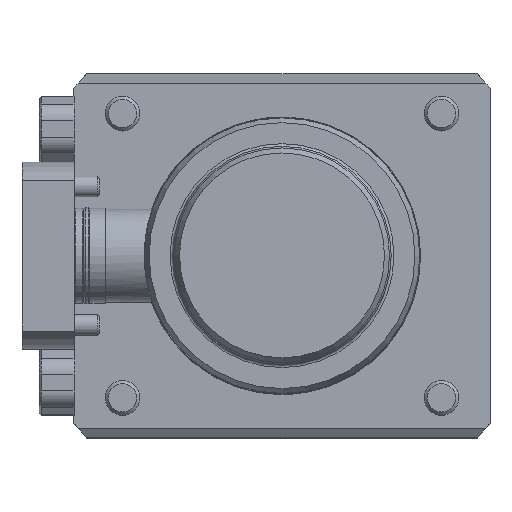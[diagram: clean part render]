
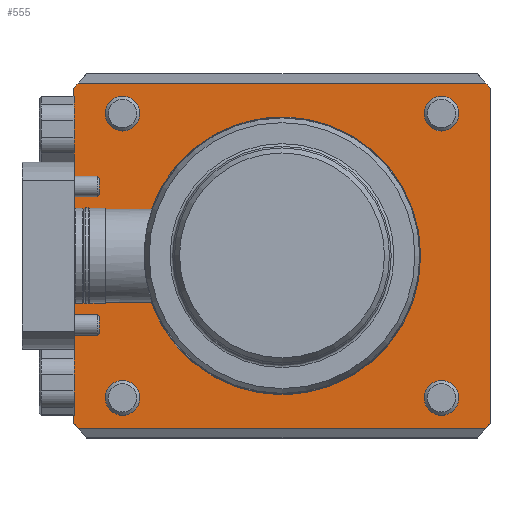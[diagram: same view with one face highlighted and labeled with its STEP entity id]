
A CAD part, top view. The second image highlights one B-rep face of the part: STEP entity #555.
In plain terms, the highlighted planar face has unit normal (0, 0, 1).
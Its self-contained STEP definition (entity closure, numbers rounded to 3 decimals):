
#52=LINE('',#3801,#174);
#53=LINE('',#3806,#175);
#54=LINE('',#3808,#176);
#55=LINE('',#3810,#177);
#56=LINE('',#3812,#178);
#57=LINE('',#3814,#179);
#58=LINE('',#3818,#180);
#59=LINE('',#3822,#181);
#174=VECTOR('',#2758,1.);
#175=VECTOR('',#2761,1.);
#176=VECTOR('',#2762,1.);
#177=VECTOR('',#2763,1.);
#178=VECTOR('',#2764,1.);
#179=VECTOR('',#2765,1.);
#180=VECTOR('',#2768,1.);
#181=VECTOR('',#2771,1.);
#390=FACE_BOUND('',#889,.T.);
#391=FACE_BOUND('',#890,.T.);
#392=FACE_BOUND('',#891,.T.);
#393=FACE_BOUND('',#892,.T.);
#394=FACE_BOUND('',#893,.T.);
#395=FACE_BOUND('',#894,.T.);
#555=ADVANCED_FACE('',(#390,#391,#392,#393,#394,#395),#708,.T.);
#708=PLANE('',#2419);
#889=EDGE_LOOP('',(#1137));
#890=EDGE_LOOP('',(#1138));
#891=EDGE_LOOP('',(#1139));
#892=EDGE_LOOP('',(#1140));
#893=EDGE_LOOP('',(#1141));
#894=EDGE_LOOP('',(#1142,#1143,#1144,#1145,#1146,#1147,#1148,#1149,#1150,
#1151,#1152,#1153));
#1137=ORIENTED_EDGE('',*,*,#1932,.F.);
#1138=ORIENTED_EDGE('',*,*,#1933,.T.);
#1139=ORIENTED_EDGE('',*,*,#1930,.T.);
#1140=ORIENTED_EDGE('',*,*,#1927,.T.);
#1141=ORIENTED_EDGE('',*,*,#1924,.T.);
#1142=ORIENTED_EDGE('',*,*,#1934,.F.);
#1143=ORIENTED_EDGE('',*,*,#1935,.F.);
#1144=ORIENTED_EDGE('',*,*,#1936,.F.);
#1145=ORIENTED_EDGE('',*,*,#1937,.F.);
#1146=ORIENTED_EDGE('',*,*,#1938,.F.);
#1147=ORIENTED_EDGE('',*,*,#1939,.F.);
#1148=ORIENTED_EDGE('',*,*,#1940,.F.);
#1149=ORIENTED_EDGE('',*,*,#1941,.F.);
#1150=ORIENTED_EDGE('',*,*,#1942,.T.);
#1151=ORIENTED_EDGE('',*,*,#1943,.F.);
#1152=ORIENTED_EDGE('',*,*,#1944,.F.);
#1153=ORIENTED_EDGE('',*,*,#1945,.F.);
#1709=VERTEX_POINT('',#3773);
#1712=VERTEX_POINT('',#3782);
#1715=VERTEX_POINT('',#3791);
#1717=VERTEX_POINT('',#3798);
#1718=VERTEX_POINT('',#3800);
#1719=VERTEX_POINT('',#3802);
#1720=VERTEX_POINT('',#3803);
#1721=VERTEX_POINT('',#3805);
#1722=VERTEX_POINT('',#3807);
#1723=VERTEX_POINT('',#3809);
#1724=VERTEX_POINT('',#3811);
#1725=VERTEX_POINT('',#3813);
#1726=VERTEX_POINT('',#3815);
#1727=VERTEX_POINT('',#3817);
#1728=VERTEX_POINT('',#3819);
#1729=VERTEX_POINT('',#3821);
#1730=VERTEX_POINT('',#3823);
#1924=EDGE_CURVE('',#1709,#1709,#2213,.T.);
#1927=EDGE_CURVE('',#1712,#1712,#2216,.T.);
#1930=EDGE_CURVE('',#1715,#1715,#2219,.T.);
#1932=EDGE_CURVE('',#1717,#1717,#2221,.T.);
#1933=EDGE_CURVE('',#1718,#1718,#2222,.T.);
#1934=EDGE_CURVE('',#1719,#1720,#52,.T.);
#1935=EDGE_CURVE('',#1721,#1719,#2223,.T.);
#1936=EDGE_CURVE('',#1722,#1721,#53,.T.);
#1937=EDGE_CURVE('',#1723,#1722,#54,.T.);
#1938=EDGE_CURVE('',#1724,#1723,#55,.T.);
#1939=EDGE_CURVE('',#1725,#1724,#56,.T.);
#1940=EDGE_CURVE('',#1726,#1725,#57,.T.);
#1941=EDGE_CURVE('',#1727,#1726,#2224,.T.);
#1942=EDGE_CURVE('',#1727,#1728,#58,.T.);
#1943=EDGE_CURVE('',#1729,#1728,#2225,.T.);
#1944=EDGE_CURVE('',#1730,#1729,#59,.T.);
#1945=EDGE_CURVE('',#1720,#1730,#2226,.T.);
#2213=CIRCLE('',#2396,5.);
#2216=CIRCLE('',#2402,5.);
#2219=CIRCLE('',#2408,5.);
#2221=CIRCLE('',#2413,40.);
#2222=CIRCLE('',#2414,5.);
#2223=CIRCLE('',#2415,77.);
#2224=CIRCLE('',#2416,77.);
#2225=CIRCLE('',#2417,77.);
#2226=CIRCLE('',#2418,77.);
#2396=AXIS2_PLACEMENT_3D('',#3772,#2720,#2721);
#2402=AXIS2_PLACEMENT_3D('',#3781,#2732,#2733);
#2408=AXIS2_PLACEMENT_3D('',#3790,#2744,#2745);
#2413=AXIS2_PLACEMENT_3D('',#3797,#2754,#2755);
#2414=AXIS2_PLACEMENT_3D('',#3799,#2756,#2757);
#2415=AXIS2_PLACEMENT_3D('',#3804,#2759,#2760);
#2416=AXIS2_PLACEMENT_3D('',#3816,#2766,#2767);
#2417=AXIS2_PLACEMENT_3D('',#3820,#2769,#2770);
#2418=AXIS2_PLACEMENT_3D('',#3824,#2772,#2773);
#2419=AXIS2_PLACEMENT_3D('',#3825,#2774,#2775);
#2720=DIRECTION('',(0.,0.,-1.));
#2721=DIRECTION('',(0.,-1.,0.));
#2732=DIRECTION('',(0.,0.,-1.));
#2733=DIRECTION('',(0.,-1.,0.));
#2744=DIRECTION('',(0.,0.,-1.));
#2745=DIRECTION('',(0.,-1.,0.));
#2754=DIRECTION('',(0.,0.,1.));
#2755=DIRECTION('',(1.,0.,0.));
#2756=DIRECTION('',(0.,0.,-1.));
#2757=DIRECTION('',(0.,-1.,0.));
#2758=DIRECTION('',(1.,0.,0.));
#2759=DIRECTION('',(0.,0.,-1.));
#2760=DIRECTION('',(-1.,0.,0.));
#2761=DIRECTION('',(0.,1.,0.));
#2762=DIRECTION('',(0.,1.,0.));
#2763=DIRECTION('',(0.,1.,0.));
#2764=DIRECTION('',(0.,1.,0.));
#2765=DIRECTION('',(0.,1.,0.));
#2766=DIRECTION('',(0.,0.,-1.));
#2767=DIRECTION('',(-1.,0.,0.));
#2768=DIRECTION('',(1.,0.,0.));
#2769=DIRECTION('',(0.,0.,-1.));
#2770=DIRECTION('',(-1.,0.,0.));
#2771=DIRECTION('',(0.,-1.,0.));
#2772=DIRECTION('',(0.,0.,-1.));
#2773=DIRECTION('',(-1.,0.,0.));
#2774=DIRECTION('',(0.,0.,1.));
#2775=DIRECTION('',(-1.,0.,0.));
#3772=CARTESIAN_POINT('',(46.,41.,0.));
#3773=CARTESIAN_POINT('',(46.,36.,0.));
#3781=CARTESIAN_POINT('',(46.,-41.,0.));
#3782=CARTESIAN_POINT('',(46.,-46.,0.));
#3790=CARTESIAN_POINT('',(-46.,41.,0.));
#3791=CARTESIAN_POINT('',(-46.,36.,0.));
#3797=CARTESIAN_POINT('',(0.,0.,0.));
#3798=CARTESIAN_POINT('',(40.,0.,0.));
#3799=CARTESIAN_POINT('',(-46.,-41.,0.));
#3800=CARTESIAN_POINT('',(-46.,-46.,0.));
#3801=CARTESIAN_POINT('',(-139.262,49.821,0.));
#3802=CARTESIAN_POINT('',(-58.71,49.821,0.));
#3803=CARTESIAN_POINT('',(58.71,49.821,0.));
#3804=CARTESIAN_POINT('',(0.,0.,0.));
#3805=CARTESIAN_POINT('',(-60.,48.26,0.));
#3806=CARTESIAN_POINT('',(-60.,0.,0.));
#3807=CARTESIAN_POINT('',(-60.,46.,0.));
#3808=CARTESIAN_POINT('',(-60.,0.,0.));
#3809=CARTESIAN_POINT('',(-60.,23.135,0.));
#3810=CARTESIAN_POINT('',(-60.,0.,0.));
#3811=CARTESIAN_POINT('',(-60.,-23.135,0.));
#3812=CARTESIAN_POINT('',(-60.,0.,0.));
#3813=CARTESIAN_POINT('',(-60.,-46.,0.));
#3814=CARTESIAN_POINT('',(-60.,0.,0.));
#3815=CARTESIAN_POINT('',(-60.,-48.26,0.));
#3816=CARTESIAN_POINT('',(0.,0.,0.));
#3817=CARTESIAN_POINT('',(-58.71,-49.821,0.));
#3818=CARTESIAN_POINT('',(-139.262,-49.821,0.));
#3819=CARTESIAN_POINT('',(58.71,-49.821,0.));
#3820=CARTESIAN_POINT('',(0.,0.,0.));
#3821=CARTESIAN_POINT('',(60.,-48.26,0.));
#3822=CARTESIAN_POINT('',(60.,0.,0.));
#3823=CARTESIAN_POINT('',(60.,48.26,0.));
#3824=CARTESIAN_POINT('',(0.,0.,0.));
#3825=CARTESIAN_POINT('',(-42.85,0.,0.));
